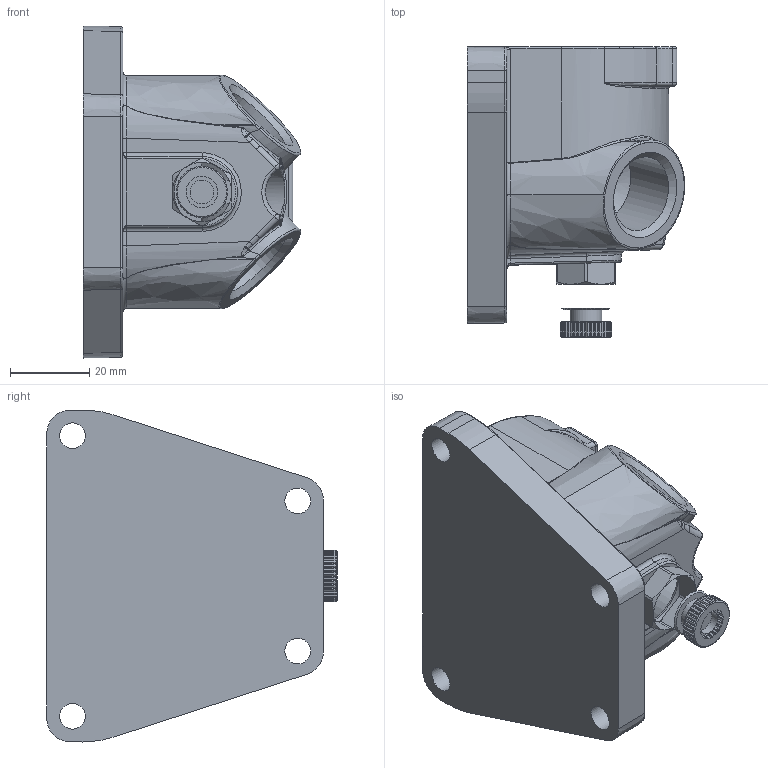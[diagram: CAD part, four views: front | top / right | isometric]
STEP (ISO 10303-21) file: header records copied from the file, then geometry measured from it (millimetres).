
FILE_DESCRIPTION(/* description */ ('STEP AP214'),/* implementation_level */ '2;1');
FILE_NAME(/* name */ 'MF 103S2.stp',/* time_stamp */ '2020-07-15T11:07:14+02:00',/* author */ (' '),/* organization */ (' '),/* preprocessor_version */ 'ST-DEVELOPER v18',/* originating_system */ 'Autodesk Inventor 2020',/* authorisation */ ' ');
FILE_SCHEMA (('AUTOMOTIVE_DESIGN { 1 0 10303 214 3 1 1 }'));
Products named in the file (1): MF 103S2
Bounding box: 54.98 x 73.5 x 84 mm (x, y, z)
Volume: 140169 mm3; surface area: 24046.9 mm2
Topology: 1 solids, 1 shells, 506 faces, 1249 edges, 747 vertices
Faces by surface type: plane 182, cone 107, bspline 95, cylinder 95, torus 25, sphere 2
Full cylindrical faces by diameter (mm): 6 x1, 6.5 x4, 8 x1, 19 x2, 20 x1, 26.145 x1
Entity records: 41028 total; most frequent: CARTESIAN_POINT 29280, ORIENTED_EDGE 2472, DIRECTION 2187, EDGE_CURVE 1236, AXIS2_PLACEMENT_3D 869, VERTEX_POINT 747, EDGE_LOOP 529, STYLED_ITEM 507
